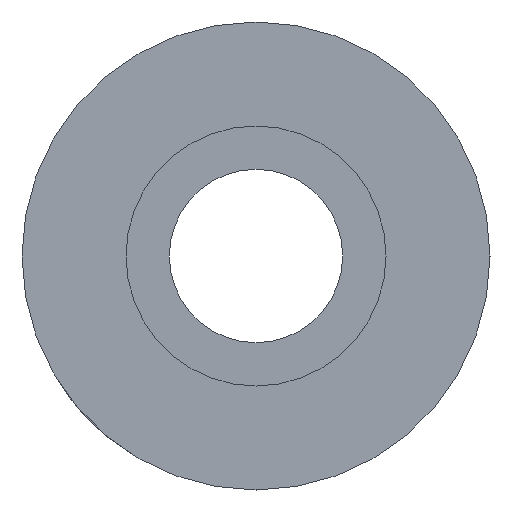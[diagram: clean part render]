
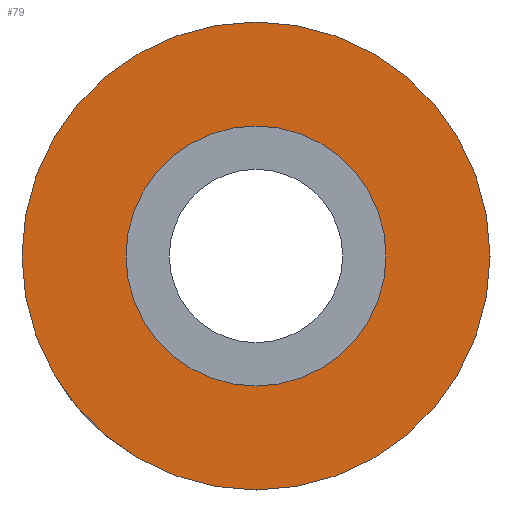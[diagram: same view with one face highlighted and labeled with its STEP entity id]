
A CAD part, front view. The second image highlights one B-rep face of the part: STEP entity #79.
In plain terms, the highlighted planar face has unit normal (0, -1, 0).
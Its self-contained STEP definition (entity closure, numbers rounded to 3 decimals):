
#3 = VERTEX_POINT ( 'NONE', #451 ) ;
#16 = CARTESIAN_POINT ( 'NONE',  ( 0., -4.003, 0. ) ) ;
#23 = ORIENTED_EDGE ( 'NONE', *, *, #141, .F. ) ;
#25 = CIRCLE ( 'NONE', #598, 7.1 ) ;
#52 = DIRECTION ( 'NONE',  ( 0., 0., -1. ) ) ;
#77 = CIRCLE ( 'NONE', #574, 7.1 ) ;
#79 = ADVANCED_FACE ( 'NONE', ( #581, #1001 ), #1010, .F. ) ;
#80 = CARTESIAN_POINT ( 'NONE',  ( 0., -4.003, 7.1 ) ) ;
#87 = VERTEX_POINT ( 'NONE', #80 ) ;
#95 = DIRECTION ( 'NONE',  ( 0., 0., -1. ) ) ;
#138 = DIRECTION ( 'NONE',  ( 0., -1., 0. ) ) ;
#141 = EDGE_CURVE ( 'NONE', #827, #87, #25, .T. ) ;
#149 = EDGE_CURVE ( 'NONE', #3, #607, #727, .T. ) ;
#175 = CIRCLE ( 'NONE', #1156, 13.5 ) ;
#195 = EDGE_CURVE ( 'NONE', #607, #3, #175, .T. ) ;
#247 = ORIENTED_EDGE ( 'NONE', *, *, #195, .T. ) ;
#295 = CARTESIAN_POINT ( 'NONE',  ( 0., -4.003, 0. ) ) ;
#392 = DIRECTION ( 'NONE',  ( 0., -1., 0. ) ) ;
#396 = EDGE_CURVE ( 'NONE', #87, #827, #77, .T. ) ;
#399 = CARTESIAN_POINT ( 'NONE',  ( 0., -4.003, 0. ) ) ;
#451 = CARTESIAN_POINT ( 'NONE',  ( 0., -4.003, 13.5 ) ) ;
#455 = ORIENTED_EDGE ( 'NONE', *, *, #149, .T. ) ;
#478 = DIRECTION ( 'NONE',  ( 0., -1., 0. ) ) ;
#574 = AXIS2_PLACEMENT_3D ( 'NONE', #988, #138, #52 ) ;
#581 = FACE_BOUND ( 'NONE', #1141, .T. ) ;
#598 = AXIS2_PLACEMENT_3D ( 'NONE', #295, #392, #656 ) ;
#607 = VERTEX_POINT ( 'NONE', #1178 ) ;
#650 = DIRECTION ( 'NONE',  ( 0., 0., 1. ) ) ;
#656 = DIRECTION ( 'NONE',  ( 0., 0., -1. ) ) ;
#666 = DIRECTION ( 'NONE',  ( 0., 0., -1. ) ) ;
#712 = AXIS2_PLACEMENT_3D ( 'NONE', #399, #747, #95 ) ;
#725 = AXIS2_PLACEMENT_3D ( 'NONE', #1091, #1182, #650 ) ;
#727 = CIRCLE ( 'NONE', #712, 13.5 ) ;
#741 = ORIENTED_EDGE ( 'NONE', *, *, #396, .F. ) ;
#747 = DIRECTION ( 'NONE',  ( 0., -1., 0. ) ) ;
#827 = VERTEX_POINT ( 'NONE', #913 ) ;
#913 = CARTESIAN_POINT ( 'NONE',  ( 0., -4.003, -7.1 ) ) ;
#945 = EDGE_LOOP ( 'NONE', ( #247, #455 ) ) ;
#988 = CARTESIAN_POINT ( 'NONE',  ( 0., -4.003, 0. ) ) ;
#1001 = FACE_OUTER_BOUND ( 'NONE', #945, .T. ) ;
#1010 = PLANE ( 'NONE',  #725 ) ;
#1091 = CARTESIAN_POINT ( 'NONE',  ( -13.5, -4.003, 0. ) ) ;
#1141 = EDGE_LOOP ( 'NONE', ( #23, #741 ) ) ;
#1156 = AXIS2_PLACEMENT_3D ( 'NONE', #16, #478, #666 ) ;
#1178 = CARTESIAN_POINT ( 'NONE',  ( 0., -4.003, -13.5 ) ) ;
#1182 = DIRECTION ( 'NONE',  ( 0., 1., 0. ) ) ;
